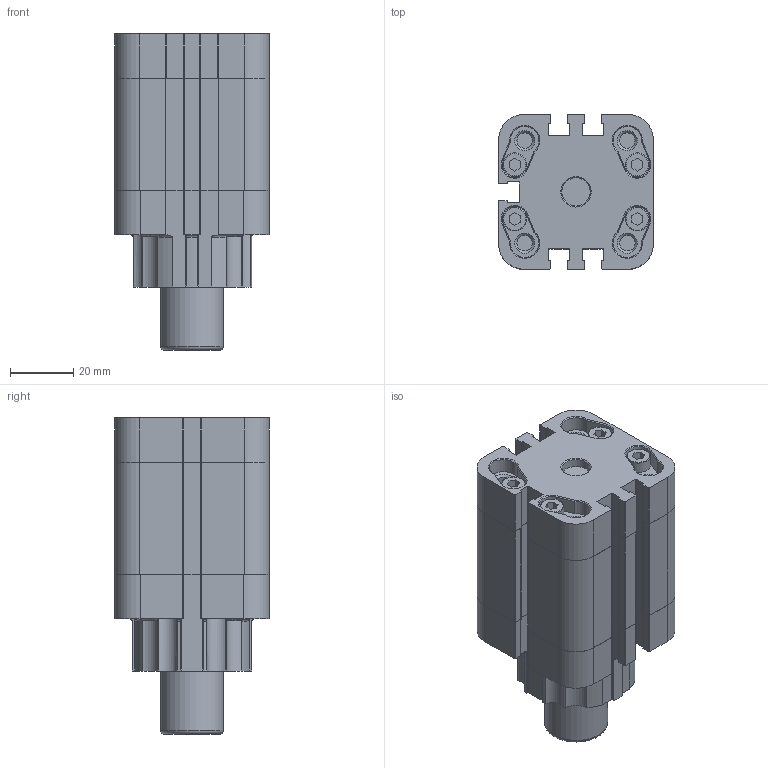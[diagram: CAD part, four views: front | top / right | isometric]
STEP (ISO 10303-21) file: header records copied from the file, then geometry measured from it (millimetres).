
FILE_DESCRIPTION((''),'2;1');
FILE_NAME('PST032.020.GS.L.stp','2014-02-20T12:13:51',('carlo.corazza'),(''),'Autodesk Inventor 2012','Autodesk Inventor 2012','');
FILE_SCHEMA(('AUTOMOTIVE_DESIGN { 1 0 10303 214 1 1 1 1 }'));
Length unit declared in the file: millimetre
Products named in the file (5): PST032.020.GS.L; TP; STELO; TA; CORPO
Assembly tree (4 placements, depth 2):
  PST032.020.GS.L
    TP
    STELO
    TA
    CORPO
Bounding box: 49 x 49 x 100.2 mm (x, y, z)
Volume: 129007 mm3; surface area: 43721.9 mm2
Topology: 4 solids, 13 shells, 566 faces, 1491 edges, 959 vertices
Faces by surface type: plane 271, cylinder 200, torus 51, cone 44
Full cylindrical faces by diameter (mm): 4.917 x9, 5.6 x8, 7.5 x8, 8 x4, 8.566 x2, 9 x1, 12 x1, 20 x1, 21.9 x2, 23 x1, 25 x1, 32 x1
Entity records: 18092 total; most frequent: CARTESIAN_POINT 3600, DIRECTION 3008, ORIENTED_EDGE 2744, EDGE_CURVE 1372, AXIS2_PLACEMENT_3D 1113, VERTEX_POINT 929, VECTOR 782, LINE 782
